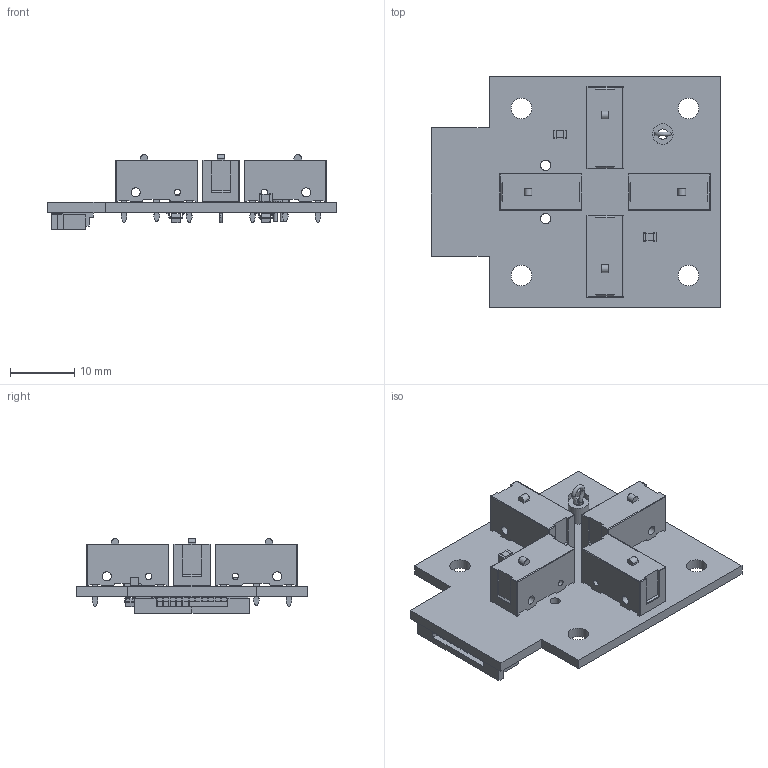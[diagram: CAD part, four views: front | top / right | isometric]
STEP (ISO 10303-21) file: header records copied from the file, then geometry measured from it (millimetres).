
FILE_DESCRIPTION(('KiCad electronic assembly'),'2;1');
FILE_NAME('thumbpad.step','2024-05-30T00:33:11',('Pcbnew'),('Kicad'), 'Open CASCADE STEP processor 7.7','KiCad to STEP converter','Unknown' );
FILE_SCHEMA(('AUTOMOTIVE_DESIGN { 1 0 10303 214 1 1 1 1 }'));
Length unit declared in the file: millimetre
Products named in the file (12): thumbpad 1; Kailh_GM_4_0; Fusion; TestPoint_Loop_D2.60mm_Drill1.6mm_Beaded; TestPoint_Loop_D2_60mm_Drill1_6mm_Beaded_cp; C_0805_2012Metric; TE_1-84952-0_1x10-1MP_P1.0mm_Horizontal; TE_1_84952_0; SOT-23-6; SOT_23_6; thumbpad_PCB
Assembly tree (16 placements, depth 3):
  thumbpad 1
    Kailh_GM_4_0  x4
      Fusion
    TestPoint_Loop_D2.60mm_Drill1.6mm_Beaded
      TestPoint_Loop_D2_60mm_Drill1_6mm_Beaded_cp
    C_0805_2012Metric  x2
      C_0805_2012Metric
    TE_1-84952-0_1x10-1MP_P1.0mm_Horizontal
      TE_1_84952_0
    SOT-23-6  x2
      SOT_23_6
    thumbpad_PCB
Bounding box: 45 x 36 x 11.61 mm (x, y, z)
Volume: 4313.3 mm3; surface area: 5696.6 mm2
Topology: 12 solids, 12 shells, 860 faces, 2237 edges, 1410 vertices
Faces by surface type: plane 573, cylinder 147, bspline 62, extrusion 61, sphere 16, torus 1
Full cylindrical faces by diameter (mm): 0.6 x2, 1 x4, 1.1 x12, 1.4 x4, 1.6 x4, 3.2 x5
Entity records: 17831 total; most frequent: CARTESIAN_POINT 3191, ORIENTED_EDGE 2474, DIRECTION 2190, EDGE_CURVE 1237, VECTOR 1038, LINE 1004, VERTEX_POINT 782, AXIS2_PLACEMENT_3D 576
